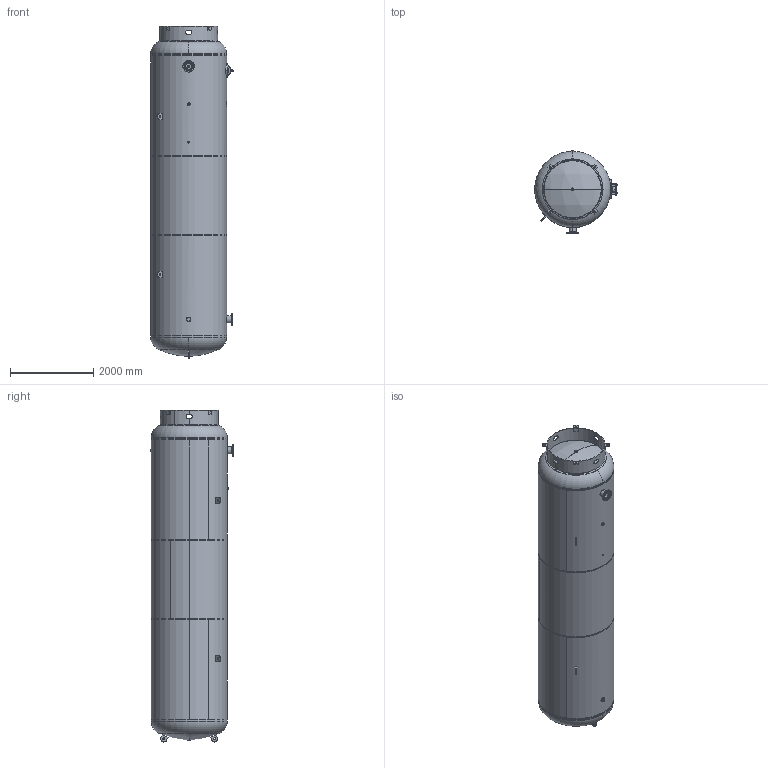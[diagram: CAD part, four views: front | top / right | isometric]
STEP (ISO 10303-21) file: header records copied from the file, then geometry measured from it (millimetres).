
FILE_DESCRIPTION (( 'STEP AP203' ), '1' );
FILE_NAME ('305653.STEP', '2012-05-18T19:53:39', ( '' ), ( '' ), 'SwSTEP 2.0', 'SolidWorks 2012', '' );
FILE_SCHEMA (( 'CONFIG_CONTROL_DESIGN' ));
Length unit declared in the file: inch
Products named in the file (1): 305653
Bounding box: 1990.63 x 2001.01 x 7997.47 mm (x, y, z)
Surface area: 81216440.1 mm2 (no closed solid volume)
Topology: 0 solids, 41 shells, 357 faces, 1112 edges, 774 vertices
Faces by surface type: cylinder 170, plane 119, torus 40, bspline 18, sphere 6, cone 4
Entity records: 18464 total; most frequent: CARTESIAN_POINT 8518, DIRECTION 2149, ORIENTED_EDGE 1832, EDGE_CURVE 1112, AXIS2_PLACEMENT_3D 848, VERTEX_POINT 774, CIRCLE 508, VECTOR 453
